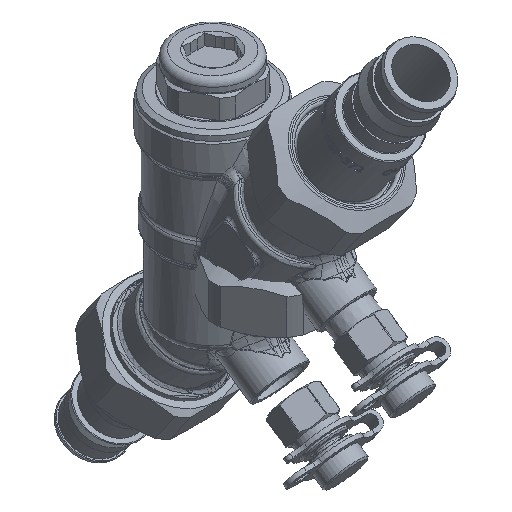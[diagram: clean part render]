
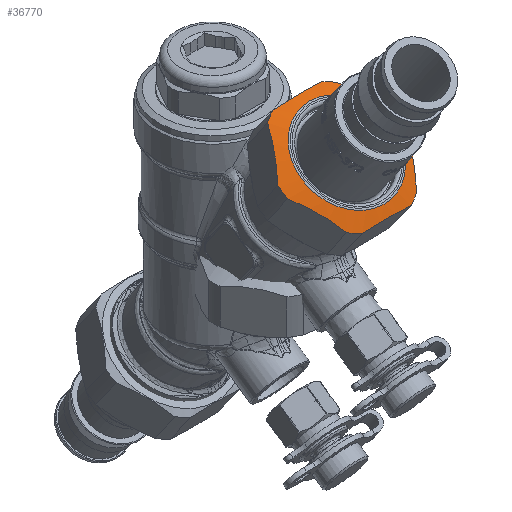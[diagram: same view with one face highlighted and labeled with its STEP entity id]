
A CAD part, isometric view. The second image highlights one B-rep face of the part: STEP entity #36770.
In plain terms, the highlighted conical face has half-angle 60 degrees and reference radius 17.78 mm.
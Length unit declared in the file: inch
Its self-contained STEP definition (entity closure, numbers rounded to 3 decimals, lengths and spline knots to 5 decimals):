
#1382=(
BOUNDED_CURVE()
B_SPLINE_CURVE(2,(#163180,#163181,#163182),.UNSPECIFIED.,.F.,.F.)
B_SPLINE_CURVE_WITH_KNOTS((3,3),(0.,1.67512),.UNSPECIFIED.)
CURVE()
GEOMETRIC_REPRESENTATION_ITEM()
RATIONAL_B_SPLINE_CURVE((1.,1.096,1.))
REPRESENTATION_ITEM('')
);
#1383=(
BOUNDED_CURVE()
B_SPLINE_CURVE(2,(#163186,#163187,#163188),.UNSPECIFIED.,.F.,.F.)
B_SPLINE_CURVE_WITH_KNOTS((3,3),(0.,1.67512),.UNSPECIFIED.)
CURVE()
GEOMETRIC_REPRESENTATION_ITEM()
RATIONAL_B_SPLINE_CURVE((1.,1.096,1.))
REPRESENTATION_ITEM('')
);
#1384=(
BOUNDED_CURVE()
B_SPLINE_CURVE(2,(#163192,#163193,#163194),.UNSPECIFIED.,.F.,.F.)
B_SPLINE_CURVE_WITH_KNOTS((3,3),(0.,1.67512),.UNSPECIFIED.)
CURVE()
GEOMETRIC_REPRESENTATION_ITEM()
RATIONAL_B_SPLINE_CURVE((1.,1.096,1.))
REPRESENTATION_ITEM('')
);
#1385=(
BOUNDED_CURVE()
B_SPLINE_CURVE(2,(#163198,#163199,#163200),.UNSPECIFIED.,.F.,.F.)
B_SPLINE_CURVE_WITH_KNOTS((3,3),(0.,1.67512),.UNSPECIFIED.)
CURVE()
GEOMETRIC_REPRESENTATION_ITEM()
RATIONAL_B_SPLINE_CURVE((1.,1.096,1.))
REPRESENTATION_ITEM('')
);
#1386=(
BOUNDED_CURVE()
B_SPLINE_CURVE(2,(#163204,#163205,#163206),.UNSPECIFIED.,.F.,.F.)
B_SPLINE_CURVE_WITH_KNOTS((3,3),(0.,1.67512),.UNSPECIFIED.)
CURVE()
GEOMETRIC_REPRESENTATION_ITEM()
RATIONAL_B_SPLINE_CURVE((1.,1.096,1.))
REPRESENTATION_ITEM('')
);
#1387=(
BOUNDED_CURVE()
B_SPLINE_CURVE(2,(#163210,#163211,#163212),.UNSPECIFIED.,.F.,.F.)
B_SPLINE_CURVE_WITH_KNOTS((3,3),(0.,1.67512),.UNSPECIFIED.)
CURVE()
GEOMETRIC_REPRESENTATION_ITEM()
RATIONAL_B_SPLINE_CURVE((1.,1.096,1.))
REPRESENTATION_ITEM('')
);
#3607=CONICAL_SURFACE('',#39114,0.7,1.047);
#5450=FACE_OUTER_BOUND('',#7615,.T.);
#7615=EDGE_LOOP('',(#27675,#27676,#27677,#27678,#27679,#27680,#27681,#27682,
#27683,#27684,#27685,#27686,#27687,#27688,#27689,#27690));
#9526=CIRCLE('',#39111,0.60928);
#9528=CIRCLE('',#39115,0.8);
#9529=CIRCLE('',#39116,0.8);
#9530=CIRCLE('',#39117,0.8);
#9531=CIRCLE('',#39118,0.8);
#9532=CIRCLE('',#39119,0.8);
#9533=CIRCLE('',#39120,0.8);
#9534=CIRCLE('',#39121,0.8);
#10481=LINE('',#163176,#12207);
#12207=VECTOR('',#43241,0.7);
#15131=VERTEX_POINT('',#163168);
#15133=VERTEX_POINT('',#163175);
#15134=VERTEX_POINT('',#163177);
#15135=VERTEX_POINT('',#163179);
#15136=VERTEX_POINT('',#163183);
#15137=VERTEX_POINT('',#163185);
#15138=VERTEX_POINT('',#163189);
#15139=VERTEX_POINT('',#163191);
#15140=VERTEX_POINT('',#163195);
#15141=VERTEX_POINT('',#163197);
#15142=VERTEX_POINT('',#163201);
#15143=VERTEX_POINT('',#163203);
#15144=VERTEX_POINT('',#163207);
#15145=VERTEX_POINT('',#163209);
#19622=EDGE_CURVE('',#15131,#15131,#9526,.T.);
#19624=EDGE_CURVE('',#15131,#15133,#10481,.T.);
#19625=EDGE_CURVE('',#15134,#15133,#9528,.T.);
#19626=EDGE_CURVE('',#15135,#15134,#1382,.T.);
#19627=EDGE_CURVE('',#15136,#15135,#9529,.T.);
#19628=EDGE_CURVE('',#15137,#15136,#1383,.T.);
#19629=EDGE_CURVE('',#15138,#15137,#9530,.T.);
#19630=EDGE_CURVE('',#15139,#15138,#1384,.T.);
#19631=EDGE_CURVE('',#15140,#15139,#9531,.T.);
#19632=EDGE_CURVE('',#15141,#15140,#1385,.T.);
#19633=EDGE_CURVE('',#15142,#15141,#9532,.T.);
#19634=EDGE_CURVE('',#15143,#15142,#1386,.T.);
#19635=EDGE_CURVE('',#15144,#15143,#9533,.T.);
#19636=EDGE_CURVE('',#15145,#15144,#1387,.T.);
#19637=EDGE_CURVE('',#15133,#15145,#9534,.T.);
#27675=ORIENTED_EDGE('',*,*,#19622,.F.);
#27676=ORIENTED_EDGE('',*,*,#19624,.T.);
#27677=ORIENTED_EDGE('',*,*,#19625,.F.);
#27678=ORIENTED_EDGE('',*,*,#19626,.F.);
#27679=ORIENTED_EDGE('',*,*,#19627,.F.);
#27680=ORIENTED_EDGE('',*,*,#19628,.F.);
#27681=ORIENTED_EDGE('',*,*,#19629,.F.);
#27682=ORIENTED_EDGE('',*,*,#19630,.F.);
#27683=ORIENTED_EDGE('',*,*,#19631,.F.);
#27684=ORIENTED_EDGE('',*,*,#19632,.F.);
#27685=ORIENTED_EDGE('',*,*,#19633,.F.);
#27686=ORIENTED_EDGE('',*,*,#19634,.F.);
#27687=ORIENTED_EDGE('',*,*,#19635,.F.);
#27688=ORIENTED_EDGE('',*,*,#19636,.F.);
#27689=ORIENTED_EDGE('',*,*,#19637,.F.);
#27690=ORIENTED_EDGE('',*,*,#19624,.F.);
#36770=ADVANCED_FACE('',(#5450),#3607,.T.);
#39111=AXIS2_PLACEMENT_3D('',#163170,#43233,#43234);
#39114=AXIS2_PLACEMENT_3D('',#163174,#43239,#43240);
#39115=AXIS2_PLACEMENT_3D('',#163178,#43242,#43243);
#39116=AXIS2_PLACEMENT_3D('',#163184,#43244,#43245);
#39117=AXIS2_PLACEMENT_3D('',#163190,#43246,#43247);
#39118=AXIS2_PLACEMENT_3D('',#163196,#43248,#43249);
#39119=AXIS2_PLACEMENT_3D('',#163202,#43250,#43251);
#39120=AXIS2_PLACEMENT_3D('',#163208,#43252,#43253);
#39121=AXIS2_PLACEMENT_3D('',#163213,#43254,#43255);
#43233=DIRECTION('center_axis',(0.,-0.574,
0.819));
#43234=DIRECTION('ref_axis',(-1.,0.,0.));
#43239=DIRECTION('center_axis',(0.,0.574,
-0.819));
#43240=DIRECTION('ref_axis',(1.,0.,0.));
#43241=DIRECTION('',(-0.866,0.287,-0.41));
#43242=DIRECTION('center_axis',(0.,0.574,
-0.819));
#43243=DIRECTION('ref_axis',(-1.,0.,0.));
#43244=DIRECTION('center_axis',(0.,0.574,
-0.819));
#43245=DIRECTION('ref_axis',(-1.,0.,0.));
#43246=DIRECTION('center_axis',(0.,0.574,
-0.819));
#43247=DIRECTION('ref_axis',(-1.,0.,0.));
#43248=DIRECTION('center_axis',(0.,0.574,
-0.819));
#43249=DIRECTION('ref_axis',(-1.,0.,0.));
#43250=DIRECTION('center_axis',(0.,0.574,
-0.819));
#43251=DIRECTION('ref_axis',(-1.,0.,0.));
#43252=DIRECTION('center_axis',(0.,0.574,
-0.819));
#43253=DIRECTION('ref_axis',(-1.,0.,0.));
#43254=DIRECTION('center_axis',(0.,0.574,
-0.819));
#43255=DIRECTION('ref_axis',(-1.,0.,0.));
#163168=CARTESIAN_POINT('',(-0.60928,-1.79725,0.16696));
#163170=CARTESIAN_POINT('Origin',(0.,-1.79725,
0.16696));
#163174=CARTESIAN_POINT('Origin',(0.,-1.76721,
0.12406));
#163175=CARTESIAN_POINT('',(-0.8,-1.73409,0.07677));
#163176=CARTESIAN_POINT('',(-0.7,-1.76721,0.12406));
#163177=CARTESIAN_POINT('',(-0.79583,-1.80092,0.02997));
#163178=CARTESIAN_POINT('Origin',(0.,-1.73409,
0.07677));
#163179=CARTESIAN_POINT('',(-0.46857,-2.26524,-0.29515));
#163180=CARTESIAN_POINT('Ctrl Pts',(-0.46857,-2.26524,
-0.29515));
#163181=CARTESIAN_POINT('Ctrl Pts',(-0.6322,-2.07741,
-0.06927));
#163182=CARTESIAN_POINT('Ctrl Pts',(-0.79583,-1.80092,
0.02997));
#163183=CARTESIAN_POINT('',(-0.32726,-2.33207,-0.34194));
#163184=CARTESIAN_POINT('Origin',(0.,-1.73409,
0.07677));
#163185=CARTESIAN_POINT('',(0.32726,-2.33207,-0.34194));
#163186=CARTESIAN_POINT('Ctrl Pts',(0.32726,-2.33207,
-0.34194));
#163187=CARTESIAN_POINT('Ctrl Pts',(0.,-2.3764,
-0.27863));
#163188=CARTESIAN_POINT('Ctrl Pts',(-0.32726,-2.33207,
-0.34194));
#163189=CARTESIAN_POINT('',(0.46857,-2.26524,-0.29515));
#163190=CARTESIAN_POINT('Origin',(0.,-1.73409,
0.07677));
#163191=CARTESIAN_POINT('',(0.79583,-1.80092,0.02997));
#163192=CARTESIAN_POINT('Ctrl Pts',(0.79583,-1.80092,
0.02997));
#163193=CARTESIAN_POINT('Ctrl Pts',(0.6322,-2.07741,
-0.06927));
#163194=CARTESIAN_POINT('Ctrl Pts',(0.46857,-2.26524,
-0.29515));
#163195=CARTESIAN_POINT('',(0.79583,-1.66726,0.12356));
#163196=CARTESIAN_POINT('Origin',(0.,-1.73409,
0.07677));
#163197=CARTESIAN_POINT('',(0.46857,-1.20294,0.44868));
#163198=CARTESIAN_POINT('Ctrl Pts',(0.46857,-1.20294,
0.44868));
#163199=CARTESIAN_POINT('Ctrl Pts',(0.6322,-1.47943,
0.34944));
#163200=CARTESIAN_POINT('Ctrl Pts',(0.79583,-1.66726,
0.12356));
#163201=CARTESIAN_POINT('',(0.32726,-1.13611,0.49548));
#163202=CARTESIAN_POINT('Origin',(0.,-1.73409,
0.07677));
#163203=CARTESIAN_POINT('',(-0.32726,-1.13611,0.49548));
#163204=CARTESIAN_POINT('Ctrl Pts',(-0.32726,-1.13611,
0.49548));
#163205=CARTESIAN_POINT('Ctrl Pts',(0.,-1.18044,
0.55879));
#163206=CARTESIAN_POINT('Ctrl Pts',(0.32726,-1.13611,
0.49548));
#163207=CARTESIAN_POINT('',(-0.46857,-1.20294,0.44868));
#163208=CARTESIAN_POINT('Origin',(0.,-1.73409,
0.07677));
#163209=CARTESIAN_POINT('',(-0.79583,-1.66726,0.12356));
#163210=CARTESIAN_POINT('Ctrl Pts',(-0.79583,-1.66726,
0.12356));
#163211=CARTESIAN_POINT('Ctrl Pts',(-0.6322,-1.47943,
0.34944));
#163212=CARTESIAN_POINT('Ctrl Pts',(-0.46857,-1.20294,
0.44868));
#163213=CARTESIAN_POINT('Origin',(0.,-1.73409,
0.07677));
